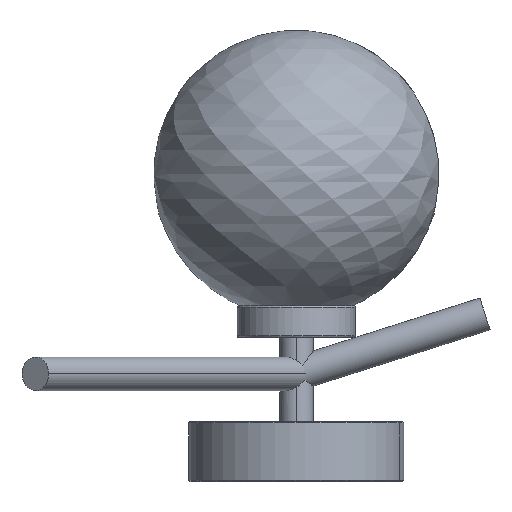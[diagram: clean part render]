
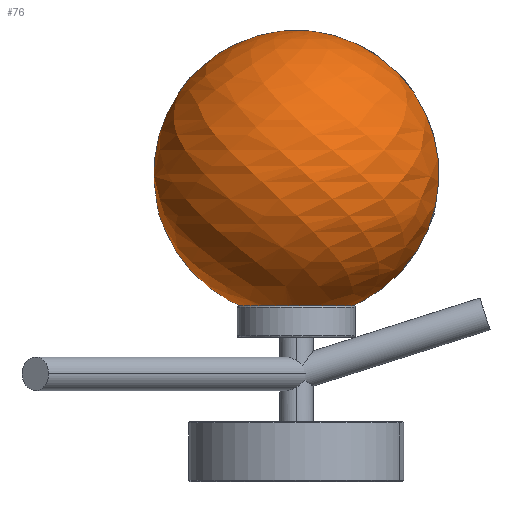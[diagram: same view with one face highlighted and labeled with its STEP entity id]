
A CAD part, left-side view. The second image highlights one B-rep face of the part: STEP entity #76.
In plain terms, the highlighted free-form (B-spline) face has degree [2, 2] with [5, 5] control points.
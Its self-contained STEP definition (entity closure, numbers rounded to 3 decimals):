
#20=(
BOUNDED_SURFACE()
B_SPLINE_SURFACE(2,2,((#1047,#1048,#1049,#1050,#1051),(#1052,#1053,#1054,
#1055,#1056),(#1057,#1058,#1059,#1060,#1061),(#1062,#1063,#1064,#1065,#1066),
(#1067,#1068,#1069,#1070,#1071)),.UNSPECIFIED.,.F.,.F.,.F.)
B_SPLINE_SURFACE_WITH_KNOTS((3,2,3),(3,2,3),(188.461,282.691,
376.922),(716.938,801.236,885.535),
 .UNSPECIFIED.)
GEOMETRIC_REPRESENTATION_ITEM()
RATIONAL_B_SPLINE_SURFACE(((1.,0.763,1.,0.763,1.),
(0.707,0.54,0.707,0.54,
0.707),(1.,0.763,1.,0.763,1.),(0.707,
0.54,0.707,0.54,0.707),
(1.,0.763,1.,0.763,1.)))
REPRESENTATION_ITEM('')
SURFACE()
);
#76=ADVANCED_FACE('',(#118),#20,.T.);
#118=FACE_OUTER_BOUND('',#160,.T.);
#160=EDGE_LOOP('',(#248,#249,#250));
#248=ORIENTED_EDGE('',*,*,#381,.T.);
#249=ORIENTED_EDGE('',*,*,#376,.T.);
#250=ORIENTED_EDGE('',*,*,#380,.F.);
#376=EDGE_CURVE('',#549,#548,#457,.T.);
#380=EDGE_CURVE('',#551,#548,#460,.T.);
#381=EDGE_CURVE('',#551,#549,#461,.T.);
#457=(
BOUNDED_CURVE()
B_SPLINE_CURVE(2,(#1118,#1119,#1120,#1121,#1122),.UNSPECIFIED.,.F.,.F.)
B_SPLINE_CURVE_WITH_KNOTS((3,2,3),(716.938,801.236,885.535),
 .UNSPECIFIED.)
CURVE()
GEOMETRIC_REPRESENTATION_ITEM()
RATIONAL_B_SPLINE_CURVE((1.,0.763,1.,0.763,1.))
REPRESENTATION_ITEM('')
);
#460=(
BOUNDED_CURVE()
B_SPLINE_CURVE(2,(#1135,#1136,#1137,#1138,#1139),.UNSPECIFIED.,.F.,.F.)
B_SPLINE_CURVE_WITH_KNOTS((3,2,3),(716.938,801.236,885.535),
 .UNSPECIFIED.)
CURVE()
GEOMETRIC_REPRESENTATION_ITEM()
RATIONAL_B_SPLINE_CURVE((1.,0.763,1.,0.763,1.))
REPRESENTATION_ITEM('')
);
#461=(
BOUNDED_CURVE()
B_SPLINE_CURVE(2,(#1140,#1141,#1142,#1143,#1144),.UNSPECIFIED.,.F.,.F.)
B_SPLINE_CURVE_WITH_KNOTS((3,2,3),(188.461,282.691,376.922),
 .UNSPECIFIED.)
CURVE()
GEOMETRIC_REPRESENTATION_ITEM()
RATIONAL_B_SPLINE_CURVE((1.,0.707,1.,0.707,1.))
REPRESENTATION_ITEM('')
);
#548=VERTEX_POINT('',#1108);
#549=VERTEX_POINT('',#1109);
#551=VERTEX_POINT('',#1111);
#1047=CARTESIAN_POINT('',(186.372,-1548.746,71.761));
#1048=CARTESIAN_POINT('',(192.077,-1501.061,88.299));
#1049=CARTESIAN_POINT('',(191.081,-1509.386,138.395));
#1050=CARTESIAN_POINT('',(190.085,-1517.711,188.491));
#1051=CARTESIAN_POINT('',(184.051,-1568.144,188.491));
#1052=CARTESIAN_POINT('',(166.974,-1546.425,71.761));
#1053=CARTESIAN_POINT('',(124.995,-1493.035,88.299));
#1054=CARTESIAN_POINT('',(132.323,-1502.356,138.395));
#1055=CARTESIAN_POINT('',(139.652,-1511.677,188.491));
#1056=CARTESIAN_POINT('',(184.051,-1568.144,188.491));
#1057=CARTESIAN_POINT('',(164.653,-1565.823,71.761));
#1058=CARTESIAN_POINT('',(116.968,-1560.118,88.299));
#1059=CARTESIAN_POINT('',(125.293,-1561.114,138.395));
#1060=CARTESIAN_POINT('',(133.618,-1562.11,188.491));
#1061=CARTESIAN_POINT('',(184.051,-1568.144,188.491));
#1062=CARTESIAN_POINT('',(162.332,-1585.221,71.761));
#1063=CARTESIAN_POINT('',(108.942,-1627.2,88.299));
#1064=CARTESIAN_POINT('',(118.263,-1619.872,138.395));
#1065=CARTESIAN_POINT('',(127.584,-1612.543,188.491));
#1066=CARTESIAN_POINT('',(184.051,-1568.144,188.491));
#1067=CARTESIAN_POINT('',(181.73,-1587.542,71.761));
#1068=CARTESIAN_POINT('',(176.025,-1635.227,88.299));
#1069=CARTESIAN_POINT('',(177.021,-1626.902,138.395));
#1070=CARTESIAN_POINT('',(178.017,-1618.577,188.491));
#1071=CARTESIAN_POINT('',(184.051,-1568.144,188.491));
#1108=CARTESIAN_POINT('',(184.051,-1568.144,188.491));
#1109=CARTESIAN_POINT('',(181.73,-1587.542,71.761));
#1111=CARTESIAN_POINT('',(186.372,-1548.746,71.761));
#1118=CARTESIAN_POINT('',(181.73,-1587.542,71.761));
#1119=CARTESIAN_POINT('',(176.025,-1635.227,88.299));
#1120=CARTESIAN_POINT('',(177.021,-1626.902,138.395));
#1121=CARTESIAN_POINT('',(178.017,-1618.577,188.491));
#1122=CARTESIAN_POINT('',(184.051,-1568.144,188.491));
#1135=CARTESIAN_POINT('',(186.372,-1548.746,71.761));
#1136=CARTESIAN_POINT('',(192.077,-1501.061,88.299));
#1137=CARTESIAN_POINT('',(191.081,-1509.386,138.395));
#1138=CARTESIAN_POINT('',(190.085,-1517.711,188.491));
#1139=CARTESIAN_POINT('',(184.051,-1568.144,188.491));
#1140=CARTESIAN_POINT('',(186.372,-1548.746,71.761));
#1141=CARTESIAN_POINT('',(166.974,-1546.425,71.761));
#1142=CARTESIAN_POINT('',(164.653,-1565.823,71.761));
#1143=CARTESIAN_POINT('',(162.332,-1585.221,71.761));
#1144=CARTESIAN_POINT('',(181.73,-1587.542,71.761));
